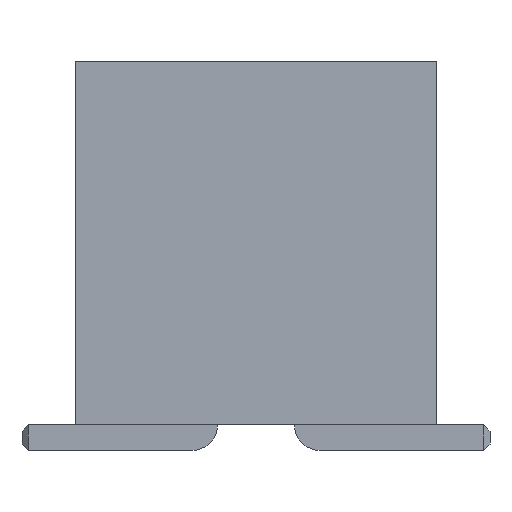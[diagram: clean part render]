
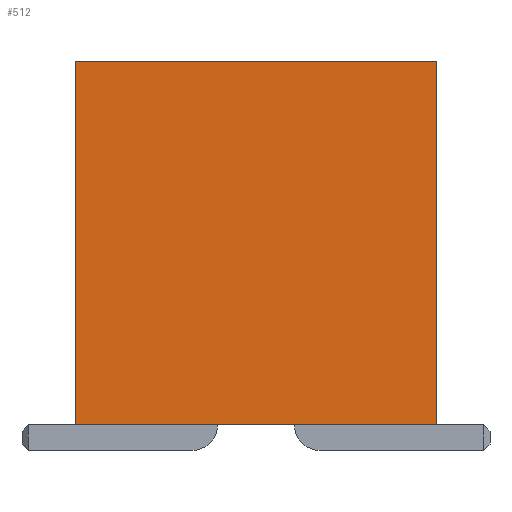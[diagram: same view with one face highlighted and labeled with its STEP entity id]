
A CAD part, front view. The second image highlights one B-rep face of the part: STEP entity #512.
In plain terms, the highlighted planar face has unit normal (0, -1, 0).
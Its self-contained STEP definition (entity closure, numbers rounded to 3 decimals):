
#24 = VERTEX_POINT('',#25);
#25 = CARTESIAN_POINT('',(-4.475,-7.62,9.64));
#31 = EDGE_CURVE('',#24,#32,#34,.T.);
#32 = VERTEX_POINT('',#33);
#33 = CARTESIAN_POINT('',(4.475,-7.62,9.64));
#34 = LINE('',#35,#36);
#35 = CARTESIAN_POINT('',(-4.475,-7.62,9.64));
#36 = VECTOR('',#37,1.);
#37 = DIRECTION('',(1.,0.,0.));
#165 = EDGE_CURVE('',#166,#24,#168,.T.);
#166 = VERTEX_POINT('',#167);
#167 = CARTESIAN_POINT('',(-4.475,-7.62,0.64));
#168 = LINE('',#169,#170);
#169 = CARTESIAN_POINT('',(-4.475,-7.62,0.64));
#170 = VECTOR('',#171,1.);
#171 = DIRECTION('',(0.,0.,1.));
#444 = EDGE_CURVE('',#445,#32,#447,.T.);
#445 = VERTEX_POINT('',#446);
#446 = CARTESIAN_POINT('',(4.475,-7.62,0.64));
#447 = LINE('',#448,#449);
#448 = CARTESIAN_POINT('',(4.475,-7.62,0.64));
#449 = VECTOR('',#450,1.);
#450 = DIRECTION('',(0.,0.,1.));
#512 = ADVANCED_FACE('',(#513),#524,.F.);
#513 = FACE_BOUND('',#514,.T.);
#514 = EDGE_LOOP('',(#515,#516,#522,#523));
#515 = ORIENTED_EDGE('',*,*,#165,.F.);
#516 = ORIENTED_EDGE('',*,*,#517,.T.);
#517 = EDGE_CURVE('',#166,#445,#518,.T.);
#518 = LINE('',#519,#520);
#519 = CARTESIAN_POINT('',(-4.475,-7.62,0.64));
#520 = VECTOR('',#521,1.);
#521 = DIRECTION('',(1.,0.,0.));
#522 = ORIENTED_EDGE('',*,*,#444,.T.);
#523 = ORIENTED_EDGE('',*,*,#31,.F.);
#524 = PLANE('',#525);
#525 = AXIS2_PLACEMENT_3D('',#526,#527,#528);
#526 = CARTESIAN_POINT('',(-4.475,-7.62,0.64));
#527 = DIRECTION('',(0.,1.,0.));
#528 = DIRECTION('',(1.,0.,0.));
